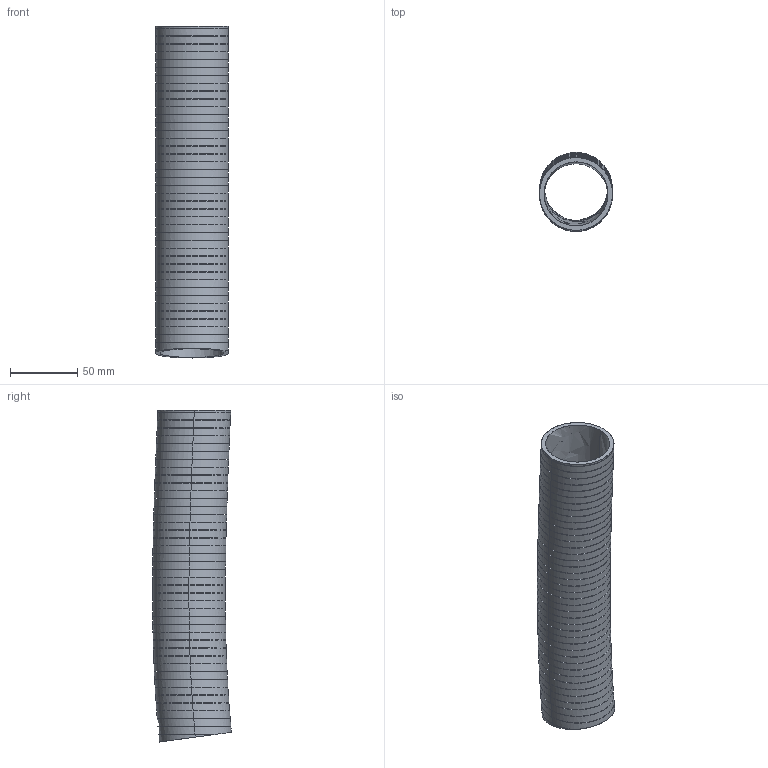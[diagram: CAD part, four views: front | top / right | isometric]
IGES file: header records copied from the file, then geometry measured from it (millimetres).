
Start section: SolidWorks IGES file using analytic representation for surfaces
Global section: file name: SM-1013-HY.IGS; native system: SolidWorks 2007; preprocessor: SolidWorks 2007; author: baystate; date: 071208.051318; units: inch
Bounding box: 54.1 x 58.6 x 246.7 mm (x, y, z)
Surface area: 111190.9 mm2 (no closed solid volume)
Topology: 0 solids, 0 shells, 259 faces, 13978 edges, 13978 vertices
Faces by surface type: bspline 173, revolution 86
